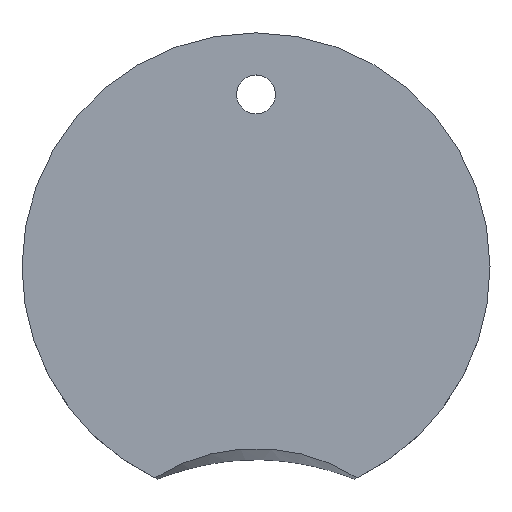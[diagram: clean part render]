
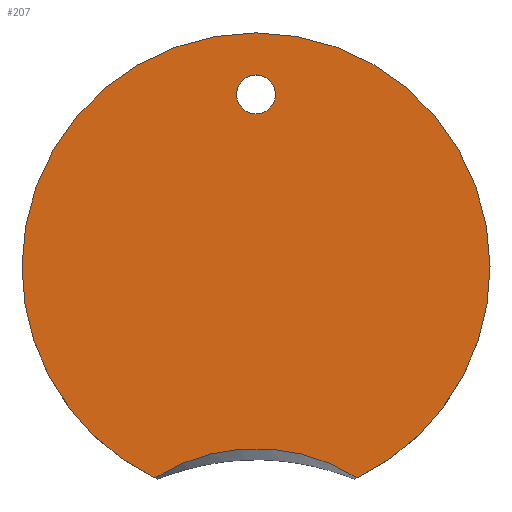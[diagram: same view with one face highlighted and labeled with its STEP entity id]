
A CAD part, top view. The second image highlights one B-rep face of the part: STEP entity #207.
In plain terms, the highlighted planar face has unit normal (0, 0, 1).
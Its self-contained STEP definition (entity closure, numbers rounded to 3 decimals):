
#3 = VERTEX_POINT ( 'NONE', #250 ) ;
#4 = DIRECTION ( 'NONE',  ( 1., 0., 0. ) ) ;
#6 = ORIENTED_EDGE ( 'NONE', *, *, #385, .F. ) ;
#32 = DIRECTION ( 'NONE',  ( 0., 0., 1. ) ) ;
#41 = DIRECTION ( 'NONE',  ( 0., 0., 1. ) ) ;
#44 = ORIENTED_EDGE ( 'NONE', *, *, #184, .T. ) ;
#47 = AXIS2_PLACEMENT_3D ( 'NONE', #400, #85, #364 ) ;
#54 = CARTESIAN_POINT ( 'NONE',  ( 0., -28.5, 10. ) ) ;
#68 = PLANE ( 'NONE',  #237 ) ;
#74 = EDGE_CURVE ( 'NONE', #463, #323, #243, .T. ) ;
#75 = AXIS2_PLACEMENT_3D ( 'NONE', #54, #366, #121 ) ;
#85 = DIRECTION ( 'NONE',  ( 0., 0., 1. ) ) ;
#98 = EDGE_CURVE ( 'NONE', #219, #3, #116, .T. ) ;
#103 = DIRECTION ( 'NONE',  ( 0., 0., 1. ) ) ;
#116 = CIRCLE ( 'NONE', #326, 1.5 ) ;
#121 = DIRECTION ( 'NONE',  ( -1., 0., 0. ) ) ;
#124 = EDGE_LOOP ( 'NONE', ( #231, #6 ) ) ;
#128 = CARTESIAN_POINT ( 'NONE',  ( -18., 0., 10. ) ) ;
#130 = DIRECTION ( 'NONE',  ( 0., 0., 1. ) ) ;
#148 = DIRECTION ( 'NONE',  ( 1., 0., 0. ) ) ;
#152 = CARTESIAN_POINT ( 'NONE',  ( 18., 0., 10. ) ) ;
#153 = FACE_BOUND ( 'NONE', #124, .T. ) ;
#155 = CARTESIAN_POINT ( 'NONE',  ( 0., 0., 10. ) ) ;
#180 = VERTEX_POINT ( 'NONE', #188 ) ;
#184 = EDGE_CURVE ( 'NONE', #245, #463, #466, .T. ) ;
#186 = CARTESIAN_POINT ( 'NONE',  ( 0., 0., 10. ) ) ;
#188 = CARTESIAN_POINT ( 'NONE',  ( 7.786, -16.229, 10. ) ) ;
#190 = ORIENTED_EDGE ( 'NONE', *, *, #74, .T. ) ;
#207 = ADVANCED_FACE ( 'NONE', ( #153, #475 ), #68, .T. ) ;
#210 = AXIS2_PLACEMENT_3D ( 'NONE', #270, #103, #148 ) ;
#219 = VERTEX_POINT ( 'NONE', #464 ) ;
#231 = ORIENTED_EDGE ( 'NONE', *, *, #98, .F. ) ;
#237 = AXIS2_PLACEMENT_3D ( 'NONE', #155, #41, #4 ) ;
#243 = CIRCLE ( 'NONE', #395, 18. ) ;
#245 = VERTEX_POINT ( 'NONE', #152 ) ;
#250 = CARTESIAN_POINT ( 'NONE',  ( -1.5, 13.266, 10. ) ) ;
#259 = EDGE_CURVE ( 'NONE', #180, #245, #362, .T. ) ;
#260 = CARTESIAN_POINT ( 'NONE',  ( 0., 13.266, 10. ) ) ;
#270 = CARTESIAN_POINT ( 'NONE',  ( 0., 0., 10. ) ) ;
#274 = CARTESIAN_POINT ( 'NONE',  ( -7.786, -16.229, 10. ) ) ;
#278 = EDGE_LOOP ( 'NONE', ( #337, #44, #190, #467 ) ) ;
#323 = VERTEX_POINT ( 'NONE', #274 ) ;
#325 = CARTESIAN_POINT ( 'NONE',  ( 0., 0., 10. ) ) ;
#326 = AXIS2_PLACEMENT_3D ( 'NONE', #260, #32, #410 ) ;
#337 = ORIENTED_EDGE ( 'NONE', *, *, #259, .T. ) ;
#362 = CIRCLE ( 'NONE', #210, 18. ) ;
#364 = DIRECTION ( 'NONE',  ( 1., 0., 0. ) ) ;
#366 = DIRECTION ( 'NONE',  ( 0., 0., -1. ) ) ;
#373 = DIRECTION ( 'NONE',  ( 1., 0., 0. ) ) ;
#385 = EDGE_CURVE ( 'NONE', #3, #219, #440, .T. ) ;
#392 = DIRECTION ( 'NONE',  ( 0., 0., 1. ) ) ;
#395 = AXIS2_PLACEMENT_3D ( 'NONE', #325, #130, #373 ) ;
#400 = CARTESIAN_POINT ( 'NONE',  ( 0., 13.266, 10. ) ) ;
#410 = DIRECTION ( 'NONE',  ( 1., 0., 0. ) ) ;
#427 = EDGE_CURVE ( 'NONE', #323, #180, #471, .T. ) ;
#440 = CIRCLE ( 'NONE', #47, 1.5 ) ;
#459 = DIRECTION ( 'NONE',  ( 1., 0., 0. ) ) ;
#463 = VERTEX_POINT ( 'NONE', #128 ) ;
#464 = CARTESIAN_POINT ( 'NONE',  ( 1.5, 13.266, 10. ) ) ;
#466 = CIRCLE ( 'NONE', #476, 18. ) ;
#467 = ORIENTED_EDGE ( 'NONE', *, *, #427, .T. ) ;
#471 = CIRCLE ( 'NONE', #75, 14.533 ) ;
#475 = FACE_OUTER_BOUND ( 'NONE', #278, .T. ) ;
#476 = AXIS2_PLACEMENT_3D ( 'NONE', #186, #392, #459 ) ;
